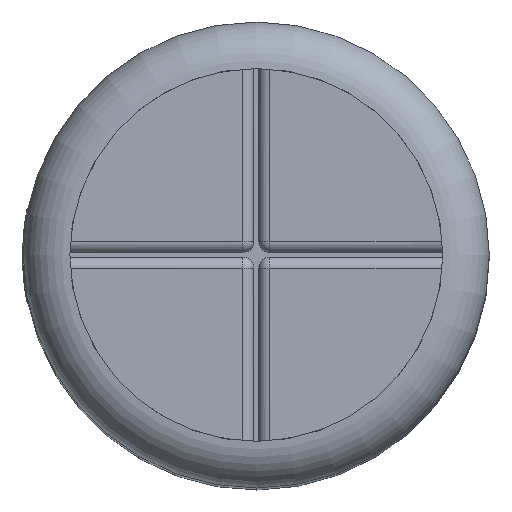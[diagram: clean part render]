
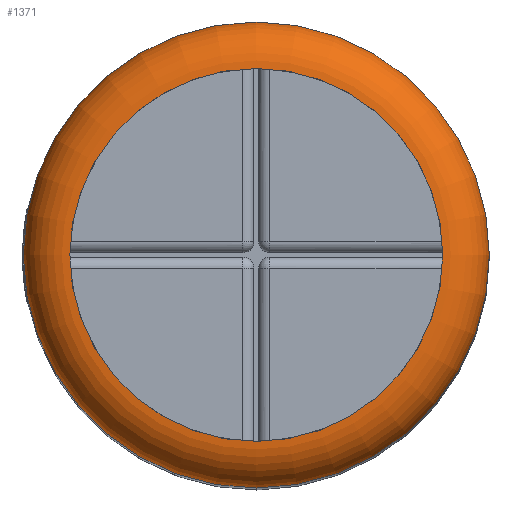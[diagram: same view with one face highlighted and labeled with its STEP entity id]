
A CAD part, top view. The second image highlights one B-rep face of the part: STEP entity #1371.
In plain terms, the highlighted toroidal (fillet/blend) face has major radius 2.52 mm and minor radius 0.63 mm.
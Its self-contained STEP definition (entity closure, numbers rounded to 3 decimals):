
#25=TOROIDAL_SURFACE('',#1528,2.52,0.63);
#417=FACE_OUTER_BOUND('',#495,.T.);
#495=EDGE_LOOP('',(#1288,#1289,#1290,#1291));
#523=CIRCLE('',#1443,2.52);
#558=CIRCLE('',#1516,3.15);
#565=CIRCLE('',#1529,0.63);
#611=VERTEX_POINT('',#2127);
#692=VERTEX_POINT('',#2705);
#767=EDGE_CURVE('',#611,#611,#523,.T.);
#882=EDGE_CURVE('',#692,#692,#558,.T.);
#893=EDGE_CURVE('',#611,#692,#565,.T.);
#1288=ORIENTED_EDGE('',*,*,#767,.T.);
#1289=ORIENTED_EDGE('',*,*,#893,.T.);
#1290=ORIENTED_EDGE('',*,*,#882,.T.);
#1291=ORIENTED_EDGE('',*,*,#893,.F.);
#1371=ADVANCED_FACE('',(#417),#25,.T.);
#1443=AXIS2_PLACEMENT_3D('',#2128,#1684,#1685);
#1516=AXIS2_PLACEMENT_3D('',#2706,#1870,#1871);
#1528=AXIS2_PLACEMENT_3D('',#2723,#1898,#1899);
#1529=AXIS2_PLACEMENT_3D('',#2724,#1900,#1901);
#1684=DIRECTION('center_axis',(0.,0.,-1.));
#1685=DIRECTION('ref_axis',(1.,0.,0.));
#1870=DIRECTION('center_axis',(0.,0.,1.));
#1871=DIRECTION('ref_axis',(1.,0.,0.));
#1898=DIRECTION('center_axis',(0.,0.,1.));
#1899=DIRECTION('ref_axis',(1.,0.,0.));
#1900=DIRECTION('center_axis',(0.,-1.,0.));
#1901=DIRECTION('ref_axis',(-1.,0.,0.));
#2127=CARTESIAN_POINT('',(-2.52,0.,16.5));
#2128=CARTESIAN_POINT('Origin',(0.,0.,16.5));
#2705=CARTESIAN_POINT('',(-3.15,0.,15.87));
#2706=CARTESIAN_POINT('Origin',(0.,0.,15.87));
#2723=CARTESIAN_POINT('Origin',(0.,0.,15.87));
#2724=CARTESIAN_POINT('Origin',(-2.52,0.,15.87));
